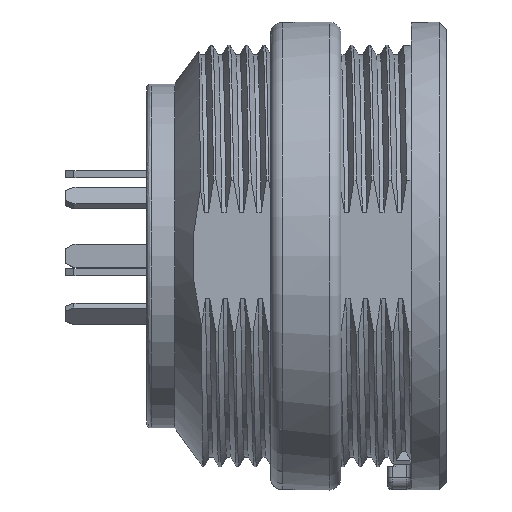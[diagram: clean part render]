
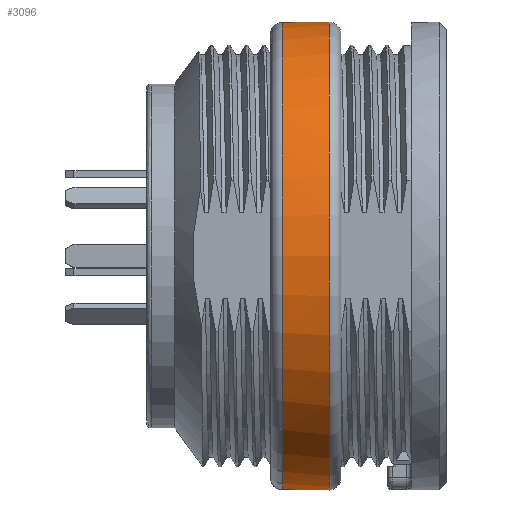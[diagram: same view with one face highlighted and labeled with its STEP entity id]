
A CAD part, top view. The second image highlights one B-rep face of the part: STEP entity #3096.
In plain terms, the highlighted cylindrical face has radius 10 mm (diameter 20 mm), a full revolution.
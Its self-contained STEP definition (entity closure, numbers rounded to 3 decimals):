
#2366=FACE_BOUND('',#4434,.T.);
#2367=FACE_BOUND('',#4435,.T.);
#3096=ADVANCED_FACE('',(#2366,#2367),#3307,.T.);
#3307=CYLINDRICAL_SURFACE('',#13106,10.);
#4434=EDGE_LOOP('',(#8676));
#4435=EDGE_LOOP('',(#8677,#8678,#8679,#8680,#8681,#8682,#8683,#8684));
#5291=LINE('',#20261,#6106);
#5295=LINE('',#20280,#6110);
#5299=LINE('',#20336,#6114);
#5305=LINE('',#20423,#6120);
#6106=VECTOR('',#14899,1.);
#6110=VECTOR('',#14905,1.);
#6114=VECTOR('',#14911,1.);
#6120=VECTOR('',#14919,1.);
#8676=ORIENTED_EDGE('',*,*,#11953,.F.);
#8677=ORIENTED_EDGE('',*,*,#11894,.F.);
#8678=ORIENTED_EDGE('',*,*,#11914,.T.);
#8679=ORIENTED_EDGE('',*,*,#11908,.T.);
#8680=ORIENTED_EDGE('',*,*,#11954,.T.);
#8681=ORIENTED_EDGE('',*,*,#11884,.F.);
#8682=ORIENTED_EDGE('',*,*,#11955,.T.);
#8683=ORIENTED_EDGE('',*,*,#11878,.T.);
#8684=ORIENTED_EDGE('',*,*,#11956,.T.);
#10379=VERTEX_POINT('',#20260);
#10380=VERTEX_POINT('',#20262);
#10385=VERTEX_POINT('',#20279);
#10386=VERTEX_POINT('',#20281);
#10394=VERTEX_POINT('',#20335);
#10395=VERTEX_POINT('',#20337);
#10406=VERTEX_POINT('',#20422);
#10407=VERTEX_POINT('',#20424);
#10429=VERTEX_POINT('',#21032);
#11878=EDGE_CURVE('',#10380,#10379,#5291,.T.);
#11884=EDGE_CURVE('',#10385,#10386,#5295,.T.);
#11894=EDGE_CURVE('',#10394,#10395,#5299,.T.);
#11908=EDGE_CURVE('',#10407,#10406,#5305,.T.);
#11914=EDGE_CURVE('',#10394,#10407,#12555,.T.);
#11953=EDGE_CURVE('',#10429,#10429,#12556,.T.);
#11954=EDGE_CURVE('',#10406,#10386,#12557,.T.);
#11955=EDGE_CURVE('',#10385,#10380,#12558,.T.);
#11956=EDGE_CURVE('',#10379,#10395,#12559,.T.);
#12555=CIRCLE('',#13100,10.);
#12556=CIRCLE('',#13102,10.);
#12557=CIRCLE('',#13103,10.);
#12558=CIRCLE('',#13104,10.);
#12559=CIRCLE('',#13105,10.);
#13100=AXIS2_PLACEMENT_3D('',#20443,#14924,#14925);
#13102=AXIS2_PLACEMENT_3D('',#21031,#14928,#14929);
#13103=AXIS2_PLACEMENT_3D('',#21033,#14930,#14931);
#13104=AXIS2_PLACEMENT_3D('',#21034,#14932,#14933);
#13105=AXIS2_PLACEMENT_3D('',#21035,#14934,#14935);
#13106=AXIS2_PLACEMENT_3D('',#21036,#14936,#14937);
#14899=DIRECTION('',(-1.,0.,0.));
#14905=DIRECTION('',(-1.,0.,0.));
#14911=DIRECTION('',(-1.,0.,0.));
#14919=DIRECTION('',(-1.,0.,0.));
#14924=DIRECTION('',(1.,0.,0.));
#14925=DIRECTION('',(0.,1.,0.));
#14928=DIRECTION('',(1.,0.,0.));
#14929=DIRECTION('',(0.,1.,0.));
#14930=DIRECTION('',(1.,0.,0.));
#14931=DIRECTION('',(0.,1.,0.));
#14932=DIRECTION('',(1.,0.,0.));
#14933=DIRECTION('',(0.,1.,0.));
#14934=DIRECTION('',(1.,0.,0.));
#14935=DIRECTION('',(0.,1.,0.));
#14936=DIRECTION('',(1.,0.,0.));
#14937=DIRECTION('',(0.,1.,0.));
#20260=CARTESIAN_POINT('',(1.15,-9.982,-0.6));
#20261=CARTESIAN_POINT('',(1.65,-9.982,-0.6));
#20262=CARTESIAN_POINT('',(1.65,-9.982,-0.6));
#20279=CARTESIAN_POINT('',(1.65,-9.982,0.6));
#20280=CARTESIAN_POINT('',(1.65,-9.982,0.6));
#20281=CARTESIAN_POINT('',(1.15,-9.982,0.6));
#20335=CARTESIAN_POINT('',(1.65,9.982,-0.6));
#20336=CARTESIAN_POINT('',(1.65,9.982,-0.6));
#20337=CARTESIAN_POINT('',(1.15,9.982,-0.6));
#20422=CARTESIAN_POINT('',(1.15,9.982,0.6));
#20423=CARTESIAN_POINT('',(3.65,9.982,0.6));
#20424=CARTESIAN_POINT('',(1.65,9.982,0.6));
#20443=CARTESIAN_POINT('',(1.65,0.,0.));
#21031=CARTESIAN_POINT('',(3.15,0.,0.));
#21032=CARTESIAN_POINT('',(3.15,10.,0.));
#21033=CARTESIAN_POINT('',(1.15,0.,0.));
#21034=CARTESIAN_POINT('',(1.65,0.,0.));
#21035=CARTESIAN_POINT('',(1.15,0.,0.));
#21036=CARTESIAN_POINT('',(3.65,0.,0.));
